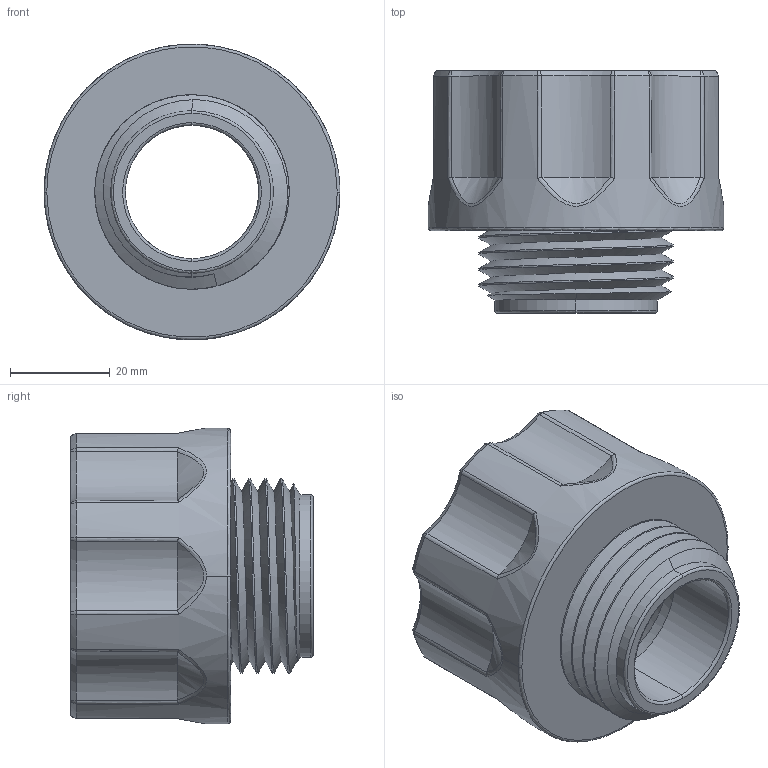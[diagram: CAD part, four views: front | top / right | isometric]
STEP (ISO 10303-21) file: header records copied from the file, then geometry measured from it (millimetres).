
FILE_DESCRIPTION(('FreeCAD Model'),'2;1');
FILE_NAME('Open CASCADE Shape Model','2025-05-03T13:40:43',('FreeCAD'),( 'FreeCAD'),'Open CASCADE STEP processor 7.6','FreeCAD','Unknown');
FILE_SCHEMA(('AUTOMOTIVE_DESIGN { 1 0 10303 214 1 1 1 1 }'));
Length unit declared in the file: millimetre
Products named in the file (1): Open CASCADE STEP translator 7.6 1
Bounding box: 59.3 x 48.61 x 59.29 mm (x, y, z)
Volume: 56954.3 mm3; surface area: 17777.3 mm2
Topology: 1 solids, 1 shells, 117 faces, 292 edges, 178 vertices
Faces by surface type: bspline 117
Entity records: 5917 total; most frequent: CARTESIAN_POINT 4334, ORIENTED_EDGE 584, EDGE_CURVE 292, VERTEX_POINT 178, B_SPLINE_CURVE_WITH_KNOTS 152, FACE_BOUND 120, EDGE_LOOP 120, ADVANCED_FACE 117
